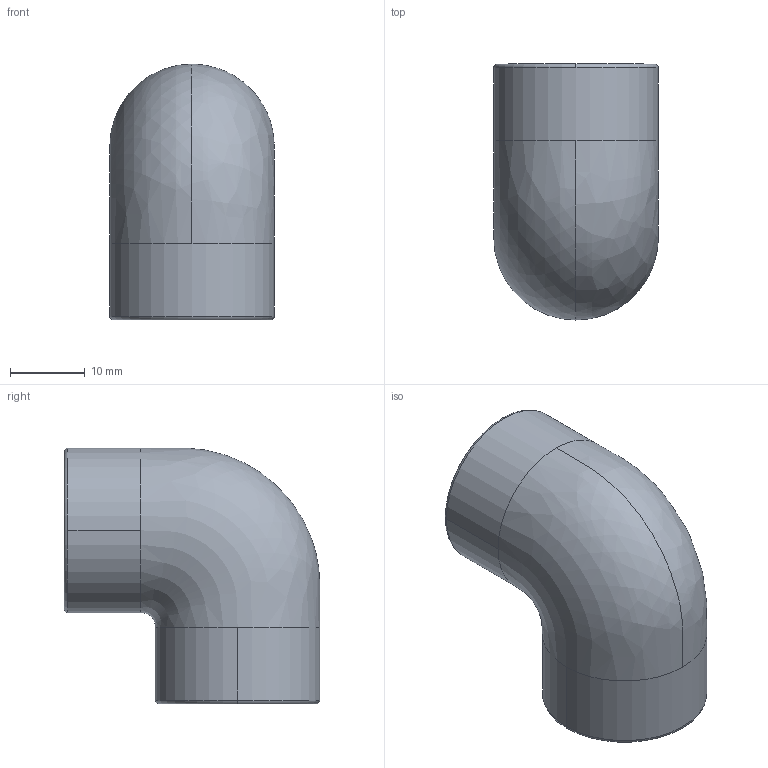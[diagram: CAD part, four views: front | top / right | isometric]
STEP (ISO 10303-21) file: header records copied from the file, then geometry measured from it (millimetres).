
FILE_DESCRIPTION(('STEP AP214'),'1');
FILE_NAME('gic016.stp','2018-05-15T07:37:09',('TraceParts'),('TraceParts S.A.'),'Spatial InterOp 3D',' ',' ');
FILE_SCHEMA(('automotive_design'));
Length unit declared in the file: millimetre
Products named in the file (1): gic016
Bounding box: 22 x 34.2 x 34.2 mm (x, y, z)
Volume: 8138.5 mm3; surface area: 5443.9 mm2
Topology: 1 solids, 1 shells, 22 faces, 55 edges, 37 vertices
Faces by surface type: cylinder 8, bspline 6, torus 4, plane 4
Entity records: 1634 total; most frequent: CARTESIAN_POINT 883, DIRECTION 126, ORIENTED_EDGE 110, AXIS2_PLACEMENT_3D 58, EDGE_CURVE 55, CIRCLE 41, VERTEX_POINT 37, EDGE_LOOP 26
